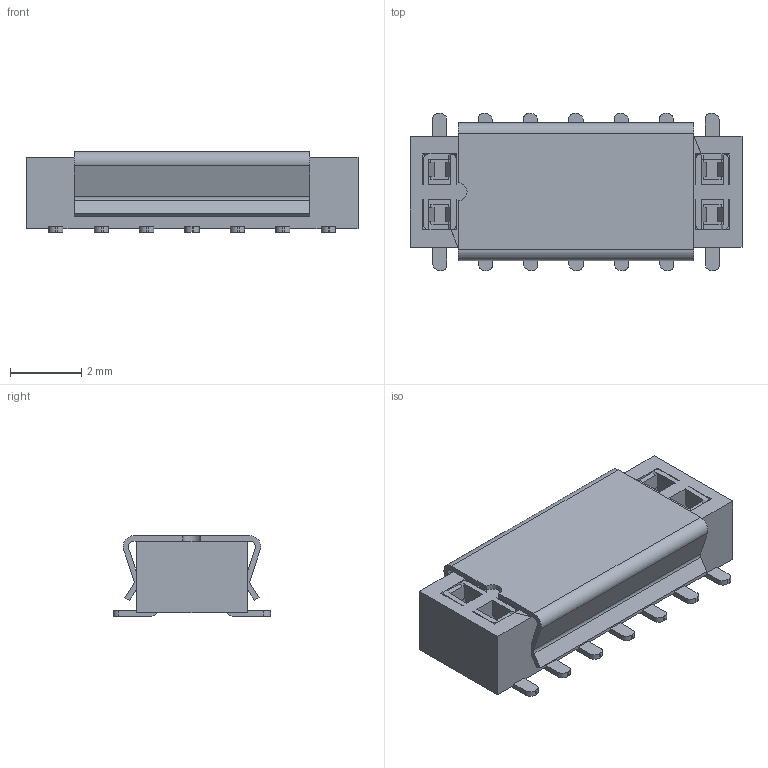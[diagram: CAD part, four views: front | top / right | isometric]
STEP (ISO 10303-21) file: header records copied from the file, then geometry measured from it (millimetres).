
FILE_DESCRIPTION( ('This file contains a STEP AP42 implementation' ,'as created by ZW3D STEP Interface translator.') ,'2;1' );
FILE_NAME( '2320T-2XXMXXXUNX1.stp' ,'23 411.173220', (''), ('ZWCAD Software Co.'), 'Version 1.0', 'ZW3D to STEP translator', '' );
FILE_SCHEMA(('AUTOMOTIVE_DESIGN { 1 0 10303 214 1 1 1 1 }'));
Length unit declared in the file: millimetre
Products named in the file (1): 0
Bounding box: 9.29 x 4.4 x 2.25 mm (x, y, z)
Volume: 50 mm3; surface area: 332.7 mm2
Topology: 1 solids, 11 shells, 1082 faces, 3058 edges, 1981 vertices
Faces by surface type: plane 725, bspline 286, cylinder 71
Entity records: 39794 total; most frequent: CARTESIAN_POINT 11996, ORIENTED_EDGE 6076, DIRECTION 4874, EDGE_CURVE 3038, VECTOR 2188, LINE 2188, VERTEX_POINT 1964, AXIS2_PLACEMENT_3D 1343
